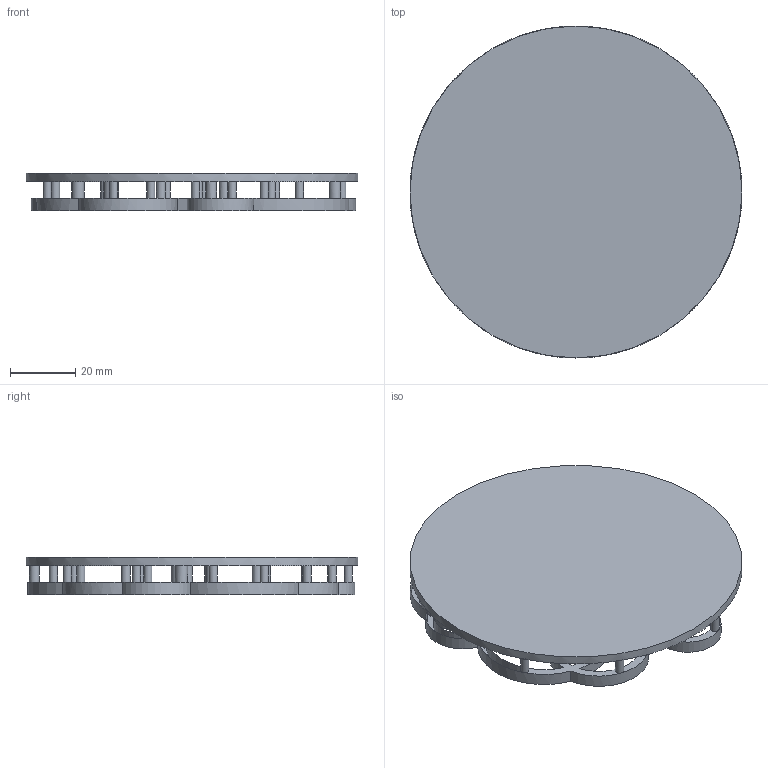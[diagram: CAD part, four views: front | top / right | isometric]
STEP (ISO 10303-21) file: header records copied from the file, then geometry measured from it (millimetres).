
FILE_DESCRIPTION(/* description */ (''),/* implementation_level */ '2;1');
FILE_NAME(/* name */ 'Cupholder.stp',/* time_stamp */ '2014-07-18T10:18:42-05:00',/* author */ ('quinn'),/* organization */ (''),/* preprocessor_version */ 'ST-DEVELOPER v15.2',/* originating_system */ 'Autodesk Inventor 2014',/* authorisation */ '');
FILE_SCHEMA (('AUTOMOTIVE_DESIGN { 1 0 10303 214 3 1 1 }'));
Length unit declared in the file: inch
Products named in the file (1): Cupholder
Bounding box: 101.6 x 101.6 x 11.43 mm (x, y, z)
Volume: 29220.1 mm3; surface area: 27635.6 mm2
Topology: 1 solids, 1 shells, 104 faces, 355 edges, 225 vertices
Faces by surface type: cylinder 95, plane 9
Full cylindrical faces by diameter (mm): 2.54 x16, 2.794 x1, 2.805 x1, 3.048 x1, 3.302 x1, 3.556 x1, 3.81 x1, 4.574 x1, 5.08 x1, 7.62 x1, 101.6 x1
Entity records: 3818 total; most frequent: DIRECTION 757, CARTESIAN_POINT 617, ORIENTED_EDGE 616, AXIS2_PLACEMENT_3D 344, EDGE_CURVE 308, CIRCLE 239, VERTEX_POINT 204, EDGE_LOOP 180
